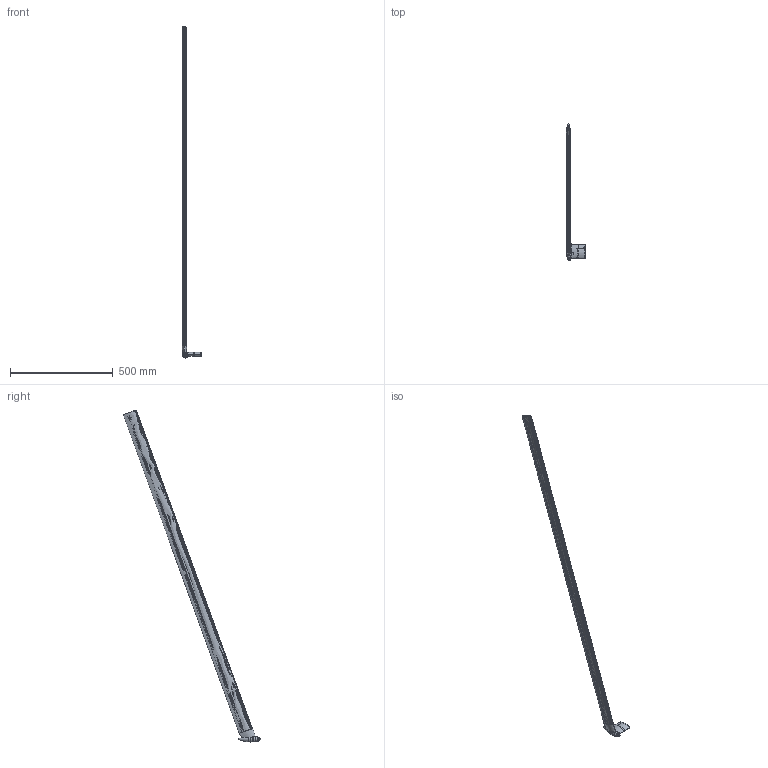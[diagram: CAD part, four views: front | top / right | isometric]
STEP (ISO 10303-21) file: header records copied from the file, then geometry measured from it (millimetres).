
FILE_DESCRIPTION(/* description */ ('STEP AP214'),/* implementation_level */ '2;1');
FILE_NAME(/* name */ '602d3b1f4b8546113c014a96',/* time_stamp */ '2021-02-17T15:49:53+00:00',/* author */ (''),/* organization */ (''),/* preprocessor_version */ 'ST-DEVELOPER v18.1',/* originating_system */ ' ',/* authorisation */ ' ');
FILE_SCHEMA (('AUTOMOTIVE_DESIGN {1 0 10303 214 3 1 1}'));
Length unit declared in the file: metre
Products named in the file (5): Assembly 2; Part 1; Bullet pin BP-1805-01; Fitting; Speed upright
Assembly tree (4 placements, depth 2):
  Assembly 2
    Part 1
    Bullet pin BP-1805-01
    Fitting
    Speed upright
Bounding box: 94.49 x 668.08 x 1615.79 mm (x, y, z)
Volume: 565021.9 mm3; surface area: 529080.1 mm2
Topology: 4 solids, 4 shells, 386 faces, 1057 edges, 668 vertices
Faces by surface type: plane 194, cylinder 104, bspline 66, torus 19, cone 2, sphere 1
Full cylindrical faces by diameter (mm): 3 x2, 6 x2, 6.3 x2, 6.35 x2, 6.8 x1, 7 x2, 8 x3, 10.5 x1
Entity records: 18152 total; most frequent: CARTESIAN_POINT 8910, ORIENTED_EDGE 2018, DIRECTION 1697, EDGE_CURVE 1009, VERTEX_POINT 658, AXIS2_PLACEMENT_3D 579, LINE 539, VECTOR 539
